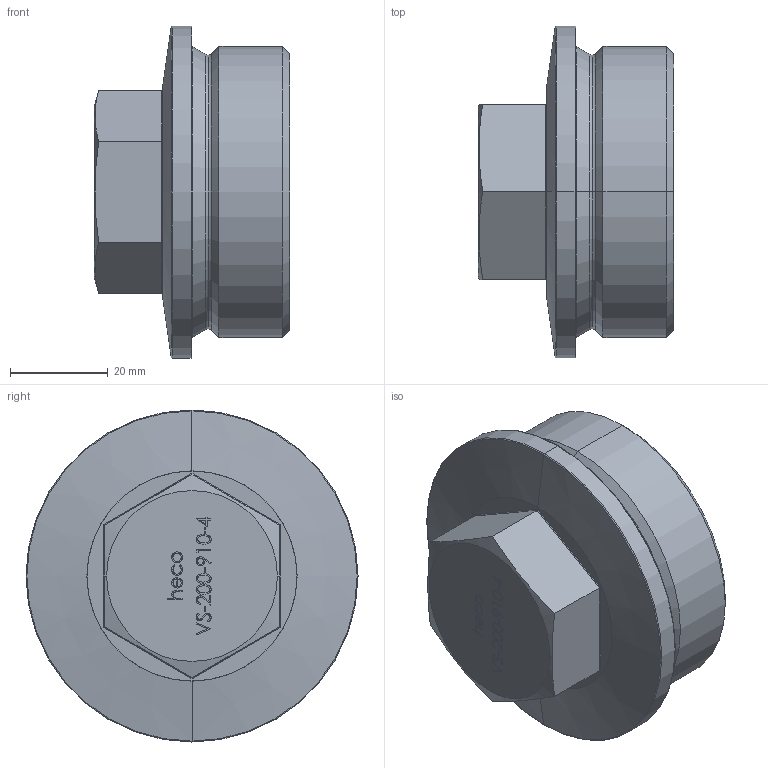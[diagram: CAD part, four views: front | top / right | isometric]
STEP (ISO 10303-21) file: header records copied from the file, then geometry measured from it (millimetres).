
FILE_DESCRIPTION (( 'STEP AP214' ), '1' );
FILE_NAME ('VS-200-910-4 Verschluss-Schraube.STEP', '2018-06-18T13:38:24', ( '' ), ( '' ), 'SwSTEP 2.0', 'SolidWorks 2016', '' );
FILE_SCHEMA (( 'AUTOMOTIVE_DESIGN' ));
Length unit declared in the file: millimetre
Products named in the file (1): VS-200-910-4 Verschluss-Schraube
Bounding box: 40 x 68 x 68 mm (x, y, z)
Volume: 90018.8 mm3; surface area: 13606.5 mm2
Topology: 1 solids, 1 shells, 277 faces, 708 edges, 460 vertices
Faces by surface type: bspline 127, plane 124, torus 12, cone 10, cylinder 4
Entity records: 17236 total; most frequent: CARTESIAN_POINT 9499, ORIENTED_EDGE 1416, DIRECTION 784, EDGE_CURVE 708, VERTEX_POINT 460, VECTOR 398, LINE 398, EDGE_LOOP 304
